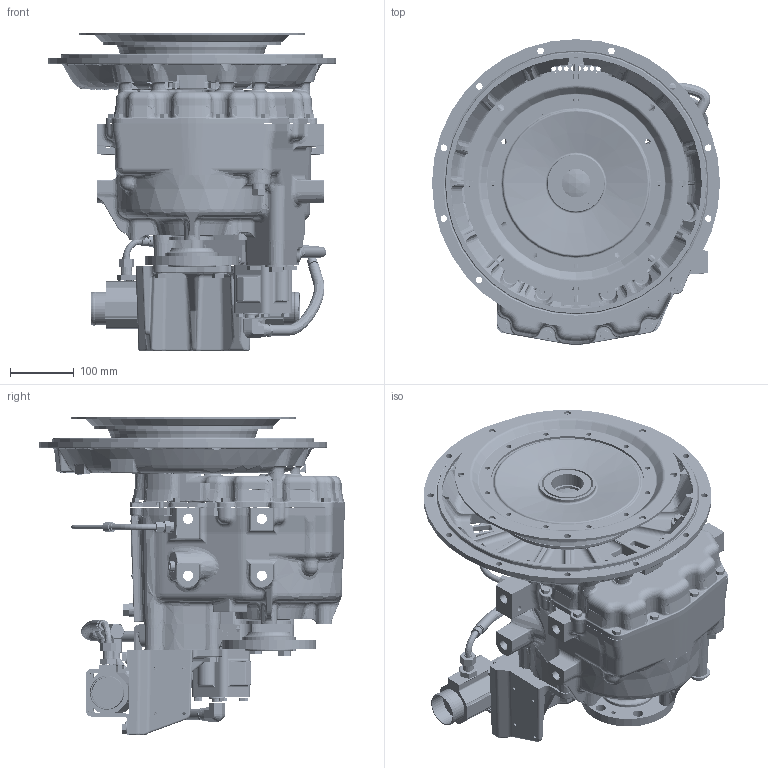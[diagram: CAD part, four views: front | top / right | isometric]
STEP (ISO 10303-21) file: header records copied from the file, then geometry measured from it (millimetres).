
FILE_DESCRIPTION (( 'STEP AP214' ), '1' );
FILE_NAME ('PX13021.STEP', '2013-03-15T20:14:18', ( 'Windows User' ), ( '' ), 'SwSTEP 2.0', 'SolidWorks 2010', '' );
FILE_SCHEMA (( 'AUTOMOTIVE_DESIGN' ));
Length unit declared in the file: millimetre
Products named in the file (1): PX13021
Bounding box: 451 x 478.58 x 499.4 mm (x, y, z)
Surface area: 1696946.1 mm2 (no closed solid volume)
Topology: 0 solids, 196 shells, 4307 faces, 14807 edges, 10246 vertices
Faces by surface type: cylinder 1244, plane 1102, bspline 967, cone 511, torus 394, sphere 89
Entity records: 262109 total; most frequent: CARTESIAN_POINT 98017, ORIENTED_EDGE 23498, DIRECTION 22671, EDGE_CURVE 14707, VERTEX_POINT 10243, AXIS2_PLACEMENT_3D 9022, CIRCLE 5681, EDGE_LOOP 5023
